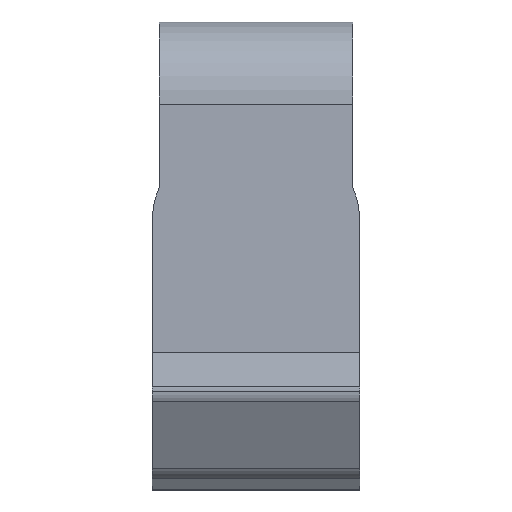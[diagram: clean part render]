
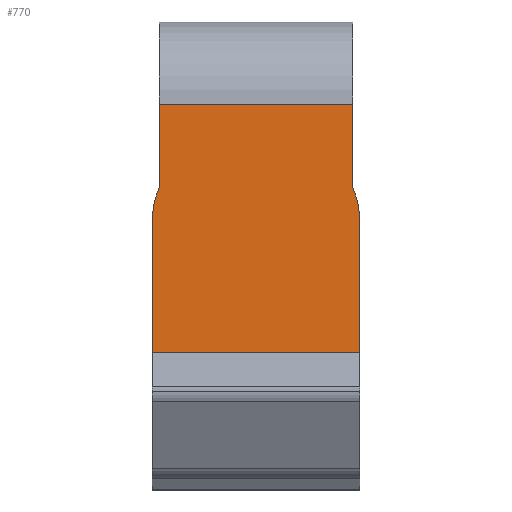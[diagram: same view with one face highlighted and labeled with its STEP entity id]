
A CAD part, top view. The second image highlights one B-rep face of the part: STEP entity #770.
In plain terms, the highlighted planar face has unit normal (0, 0.002, 1).
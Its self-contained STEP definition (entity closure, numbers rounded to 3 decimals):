
#28 = CARTESIAN_POINT ( 'NONE',  ( -15., 53.515, 12.037 ) ) ;
#63 = EDGE_CURVE ( 'NONE', #363, #1189, #565, .T. ) ;
#77 = ORIENTED_EDGE ( 'NONE', *, *, #1060, .T. ) ;
#97 = LINE ( 'NONE', #1113, #1275 ) ;
#98 = EDGE_CURVE ( 'NONE', #363, #1173, #834, .T. ) ;
#153 = LINE ( 'NONE', #843, #924 ) ;
#171 = CARTESIAN_POINT ( 'NONE',  ( 15., 33.951, 12.081 ) ) ;
#203 = CARTESIAN_POINT ( 'NONE',  ( 14., 69.946, 12. ) ) ;
#247 = CARTESIAN_POINT ( 'NONE',  ( 14.661, 56.509, 12.03 ) ) ;
#273 = DIRECTION ( 'NONE',  ( 0., -1., 0.002 ) ) ;
#291 = AXIS2_PLACEMENT_3D ( 'NONE', #1032, #1453, #1355 ) ;
#302 = ORIENTED_EDGE ( 'NONE', *, *, #433, .T. ) ;
#316 = DIRECTION ( 'NONE',  ( -1., 0., 0. ) ) ;
#323 = EDGE_CURVE ( 'NONE', #981, #1124, #153, .T. ) ;
#363 = VERTEX_POINT ( 'NONE', #1319 ) ;
#384 = CARTESIAN_POINT ( 'NONE',  ( -14.661, 56.509, 12.03 ) ) ;
#394 = VECTOR ( 'NONE', #316, 1000. ) ;
#419 = ORIENTED_EDGE ( 'NONE', *, *, #63, .F. ) ;
#428 = VERTEX_POINT ( 'NONE', #663 ) ;
#433 = EDGE_CURVE ( 'NONE', #1173, #873, #97, .T. ) ;
#449 = VECTOR ( 'NONE', #1217, 1000. ) ;
#473 = DIRECTION ( 'NONE',  ( 0., 1., -0.002 ) ) ;
#480 = EDGE_CURVE ( 'NONE', #1124, #873, #549, .T. ) ;
#500 = EDGE_CURVE ( 'NONE', #562, #428, #777, .T. ) ;
#537 = ORIENTED_EDGE ( 'NONE', *, *, #500, .F. ) ;
#549 = LINE ( 'NONE', #1338, #394 ) ;
#562 = VERTEX_POINT ( 'NONE', #1466 ) ;
#565 = LINE ( 'NONE', #1371, #734 ) ;
#569 = PLANE ( 'NONE',  #291 ) ;
#582 = CARTESIAN_POINT ( 'NONE',  ( 14., 57.874, 12.027 ) ) ;
#619 = CARTESIAN_POINT ( 'NONE',  ( -14., 57.874, 12.027 ) ) ;
#647 = EDGE_CURVE ( 'NONE', #981, #428, #790, .T. ) ;
#663 = CARTESIAN_POINT ( 'NONE',  ( 14., 57.874, 12.027 ) ) ;
#734 = VECTOR ( 'NONE', #473, 1000. ) ;
#770 = ADVANCED_FACE ( 'NONE', ( #1351 ), #569, .F. ) ;
#777 = LINE ( 'NONE', #203, #1458 ) ;
#790 =( BOUNDED_CURVE ( )  B_SPLINE_CURVE ( 3, ( #809, #1270, #247, #582 ),
 .UNSPECIFIED., .F., .F. ) 
 B_SPLINE_CURVE_WITH_KNOTS ( ( 4, 4 ),
 ( 4.712, 5.163 ),
 .UNSPECIFIED. ) 
 CURVE ( )  GEOMETRIC_REPRESENTATION_ITEM ( )  RATIONAL_B_SPLINE_CURVE ( ( 1., 0.983, 0.983, 1. ) ) 
 REPRESENTATION_ITEM ( '' )  );
#802 = CARTESIAN_POINT ( 'NONE',  ( -15., 53.515, 12.037 ) ) ;
#809 = CARTESIAN_POINT ( 'NONE',  ( 15., 53.515, 12.037 ) ) ;
#822 = CARTESIAN_POINT ( 'NONE',  ( 15., 53.515, 12.037 ) ) ;
#834 =( BOUNDED_CURVE ( )  B_SPLINE_CURVE ( 3, ( #619, #384, #1184, #28 ),
 .UNSPECIFIED., .F., .T. ) 
 B_SPLINE_CURVE_WITH_KNOTS ( ( 4, 4 ),
 ( 4.261, 4.712 ),
 .UNSPECIFIED. ) 
 CURVE ( )  GEOMETRIC_REPRESENTATION_ITEM ( )  RATIONAL_B_SPLINE_CURVE ( ( 1., 0.983, 0.983, 1. ) ) 
 REPRESENTATION_ITEM ( '' )  );
#843 = CARTESIAN_POINT ( 'NONE',  ( 15., 0.027, 12.157 ) ) ;
#873 = VERTEX_POINT ( 'NONE', #1266 ) ;
#916 = CARTESIAN_POINT ( 'NONE',  ( -14., 69.946, 12. ) ) ;
#924 = VECTOR ( 'NONE', #273, 1000. ) ;
#981 = VERTEX_POINT ( 'NONE', #822 ) ;
#1011 = DIRECTION ( 'NONE',  ( 0., -1., 0.002 ) ) ;
#1032 = CARTESIAN_POINT ( 'NONE',  ( 15., 0.027, 12.157 ) ) ;
#1042 = ORIENTED_EDGE ( 'NONE', *, *, #647, .T. ) ;
#1060 = EDGE_CURVE ( 'NONE', #562, #1189, #1096, .T. ) ;
#1096 = LINE ( 'NONE', #1326, #449 ) ;
#1113 = CARTESIAN_POINT ( 'NONE',  ( -15., 0.027, 12.157 ) ) ;
#1124 = VERTEX_POINT ( 'NONE', #171 ) ;
#1132 = DIRECTION ( 'NONE',  ( 0., -1., 0.002 ) ) ;
#1173 = VERTEX_POINT ( 'NONE', #802 ) ;
#1184 = CARTESIAN_POINT ( 'NONE',  ( -15., 55.031, 12.033 ) ) ;
#1189 = VERTEX_POINT ( 'NONE', #916 ) ;
#1217 = DIRECTION ( 'NONE',  ( -1., 0., 0. ) ) ;
#1266 = CARTESIAN_POINT ( 'NONE',  ( -15., 33.951, 12.081 ) ) ;
#1270 = CARTESIAN_POINT ( 'NONE',  ( 15., 55.031, 12.033 ) ) ;
#1275 = VECTOR ( 'NONE', #1011, 1000. ) ;
#1319 = CARTESIAN_POINT ( 'NONE',  ( -14., 57.874, 12.027 ) ) ;
#1321 = ORIENTED_EDGE ( 'NONE', *, *, #98, .T. ) ;
#1322 = ORIENTED_EDGE ( 'NONE', *, *, #480, .F. ) ;
#1326 = CARTESIAN_POINT ( 'NONE',  ( 15., 69.946, 12. ) ) ;
#1338 = CARTESIAN_POINT ( 'NONE',  ( 15., 33.951, 12.081 ) ) ;
#1351 = FACE_OUTER_BOUND ( 'NONE', #1454, .T. ) ;
#1355 = DIRECTION ( 'NONE',  ( 0., 1., -0.002 ) ) ;
#1371 = CARTESIAN_POINT ( 'NONE',  ( -14., 69.946, 12. ) ) ;
#1399 = ORIENTED_EDGE ( 'NONE', *, *, #323, .F. ) ;
#1453 = DIRECTION ( 'NONE',  ( 0., -0.002, -1. ) ) ;
#1454 = EDGE_LOOP ( 'NONE', ( #1399, #1042, #537, #77, #419, #1321, #302, #1322 ) ) ;
#1458 = VECTOR ( 'NONE', #1132, 1000. ) ;
#1466 = CARTESIAN_POINT ( 'NONE',  ( 14., 69.946, 12. ) ) ;
